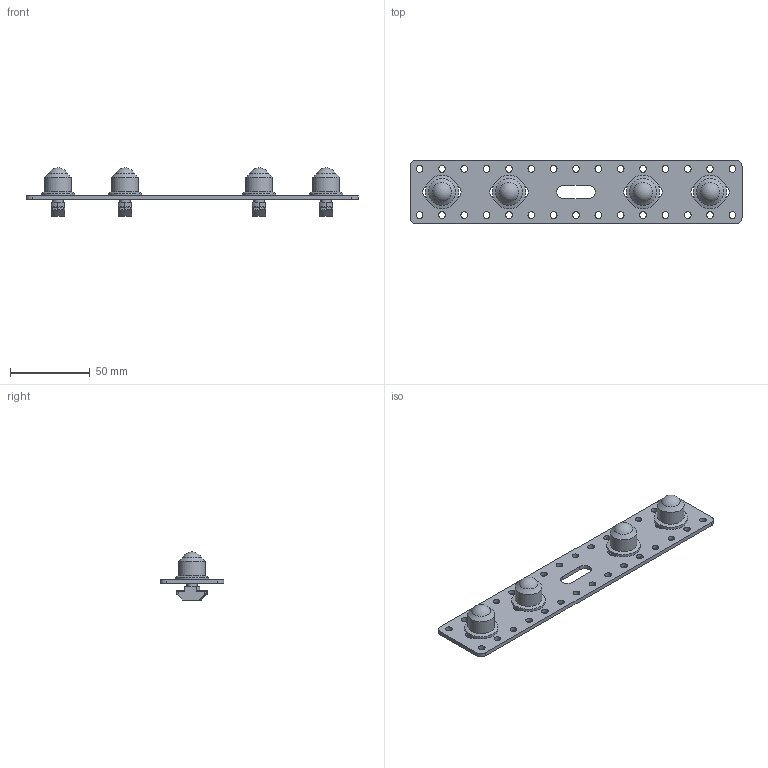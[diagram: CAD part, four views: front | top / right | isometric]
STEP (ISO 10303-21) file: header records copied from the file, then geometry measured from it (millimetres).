
FILE_DESCRIPTION(/* description */ (''),/* implementation_level */ '2;1');
FILE_NAME(/* name */ '126005',/* time_stamp */ '2014-10-06T15:37:45+02:00',/* author */ (''),/* organization */ (''),/* preprocessor_version */ 'ST-DEVELOPER v14',/* originating_system */ 'HiCAD 2013 1802.4 Build 509',/* authorisation */ '');
FILE_SCHEMA (('AUTOMOTIVE_DESIGN { 1 0 10303 214 1 1 1 1 }'));
Length unit declared in the file: millimetre
Products named in the file (14): Root; 126005 Hoekplaat 208 x 40BOIKON; 122000Flensmoer M8BOIKON; 122005Afdekkap voor moer M8BOIKON; 120200Hamerkopbout M8x15BOIKON
Assembly tree (13 placements, depth 4):
  Root
    126005 Hoekplaat 208 x 40BOIKON
      122000Flensmoer M8BOIKON
        122005Afdekkap voor moer M8BOIKON
      122000Flensmoer M8BOIKON
        122005Afdekkap voor moer M8BOIKON
      122000Flensmoer M8BOIKON
        122005Afdekkap voor moer M8BOIKON
      122000Flensmoer M8BOIKON
        122005Afdekkap voor moer M8BOIKON
      120200Hamerkopbout M8x15BOIKON
      120200Hamerkopbout M8x15BOIKON
      120200Hamerkopbout M8x15BOIKON
      120200Hamerkopbout M8x15BOIKON
Bounding box: 208 x 40 x 30.15 mm (x, y, z)
Volume: 35640.2 mm3; surface area: 29924.5 mm2
Topology: 13 solids, 13 shells, 444 faces, 1204 edges, 814 vertices
Faces by surface type: plane 292, cylinder 100, cone 44, sphere 8
Full cylindrical faces by diameter (mm): 4.2 x30, 6.466 x4, 8 x4, 16.8 x4, 21 x4
Entity records: 25183 total; most frequent: CARTESIAN_POINT 2602, DIRECTION 2524, PRESENTATION_STYLE_ASSIGNMENT 2213, COLOUR_RGB 2204, DRAUGHTING_PRE_DEFINED_CURVE_FONT 2200, CURVE_STYLE 2200, OVER_RIDING_STYLED_ITEM 2200, ORIENTED_EDGE 2200
